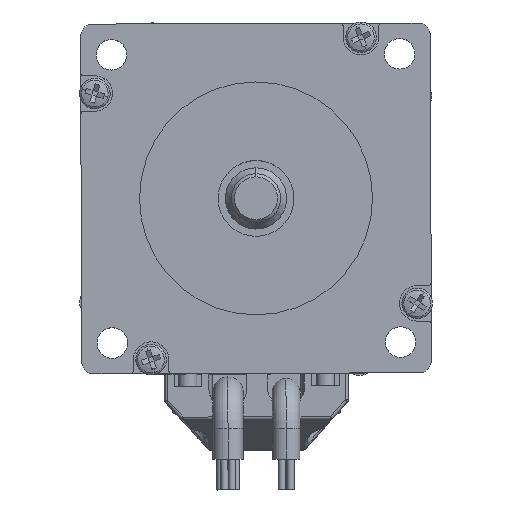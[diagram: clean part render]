
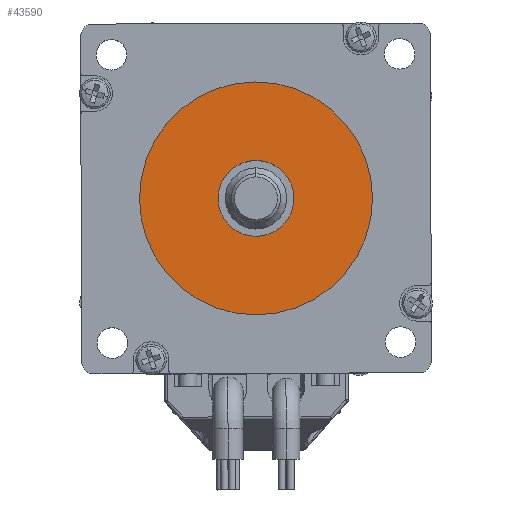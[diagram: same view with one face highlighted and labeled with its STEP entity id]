
A CAD part, top view. The second image highlights one B-rep face of the part: STEP entity #43590.
In plain terms, the highlighted planar face has unit normal (0, 0, 1).
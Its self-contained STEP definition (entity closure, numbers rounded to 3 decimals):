
#42997=CARTESIAN_POINT('',(-19.05,-0.,3.8));
#42998=VERTEX_POINT('',#42997);
#42999=CARTESIAN_POINT('',(19.05,0.,3.8));
#43000=VERTEX_POINT('',#42999);
#43001=CARTESIAN_POINT('',(0.,0.,3.8));
#43002=DIRECTION('',(0.,0.,-1.));
#43003=DIRECTION('',(-1.,0.,0.));
#43004=AXIS2_PLACEMENT_3D('',#43001,#43002,#43003);
#43005=CIRCLE('',#43004,19.05);
#43006=EDGE_CURVE('',#42998,#43000,#43005,.T.);
#43056=CARTESIAN_POINT('',(6.2,0.,3.8));
#43057=VERTEX_POINT('',#43056);
#43064=CARTESIAN_POINT('',(-6.2,-0.,3.8));
#43065=VERTEX_POINT('',#43064);
#43066=CARTESIAN_POINT('',(0.,0.,3.8));
#43067=DIRECTION('',(0.,0.,-1.));
#43068=DIRECTION('',(-1.,0.,0.));
#43069=AXIS2_PLACEMENT_3D('',#43066,#43067,#43068);
#43070=CIRCLE('',#43069,6.2);
#43071=EDGE_CURVE('',#43065,#43057,#43070,.T.);
#43082=CARTESIAN_POINT('',(0.,0.,3.8));
#43083=DIRECTION('',(0.,0.,-1.));
#43084=DIRECTION('',(-1.,0.,0.));
#43085=AXIS2_PLACEMENT_3D('',#43082,#43083,#43084);
#43086=CIRCLE('',#43085,6.2);
#43087=EDGE_CURVE('',#43057,#43065,#43086,.T.);
#43571=CARTESIAN_POINT('',(0.,0.,3.8));
#43572=DIRECTION('',(0.,0.,1.));
#43573=DIRECTION('',(1.,0.,0.));
#43574=AXIS2_PLACEMENT_3D('',#43571,#43572,#43573);
#43575=PLANE('',#43574);
#43576=ORIENTED_EDGE('',*,*,#43071,.T.);
#43577=ORIENTED_EDGE('',*,*,#43087,.T.);
#43578=EDGE_LOOP('',(#43576,#43577));
#43579=FACE_BOUND('',#43578,.T.);
#43580=ORIENTED_EDGE('',*,*,#43006,.F.);
#43581=CARTESIAN_POINT('',(0.,0.,3.8));
#43582=DIRECTION('',(-0.,-0.,-1.));
#43583=DIRECTION('',(-1.,0.,0.));
#43584=AXIS2_PLACEMENT_3D('',#43581,#43582,#43583);
#43585=CIRCLE('',#43584,19.05);
#43586=EDGE_CURVE('',#43000,#42998,#43585,.T.);
#43587=ORIENTED_EDGE('',*,*,#43586,.F.);
#43588=EDGE_LOOP('',(#43580,#43587));
#43589=FACE_BOUND('',#43588,.T.);
#43590=ADVANCED_FACE('NONE',(#43579,#43589),#43575,.T.);
